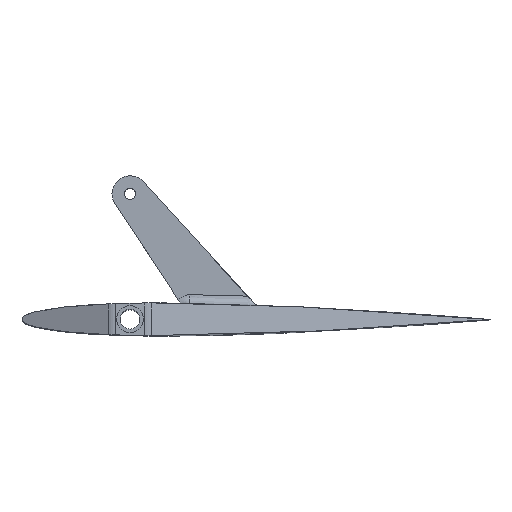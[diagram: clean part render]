
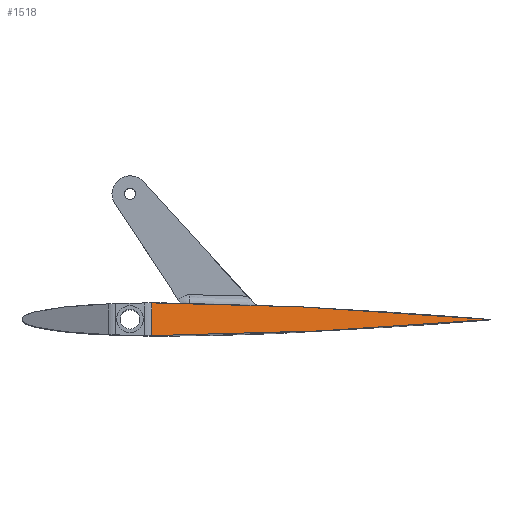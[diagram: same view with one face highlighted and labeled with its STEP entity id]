
A CAD part, top view. The second image highlights one B-rep face of the part: STEP entity #1518.
In plain terms, the highlighted planar face has unit normal (0.423, 0, 0.906).
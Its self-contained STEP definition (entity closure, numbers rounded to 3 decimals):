
#20 = PLANE ( 'NONE',  #972 ) ;
#21 = CARTESIAN_POINT ( 'NONE',  ( 51.976, 0.003, 24.292 ) ) ;
#31 = CARTESIAN_POINT ( 'NONE',  ( 18.587, -1.822, 39.861 ) ) ;
#74 = CARTESIAN_POINT ( 'NONE',  ( 26.948, 1.58, 35.962 ) ) ;
#77 = CARTESIAN_POINT ( 'NONE',  ( 51.878, -0.009, 24.337 ) ) ;
#87 = CARTESIAN_POINT ( 'NONE',  ( 48.872, -0.256, 25.739 ) ) ;
#110 = EDGE_LOOP ( 'NONE', ( #662, #820, #1253 ) ) ;
#182 = CARTESIAN_POINT ( 'NONE',  ( 45.742, 0.494, 27.198 ) ) ;
#183 = VERTEX_POINT ( 'NONE', #1560 ) ;
#189 = CARTESIAN_POINT ( 'NONE',  ( 36.348, 1.114, 31.579 ) ) ;
#206 = EDGE_CURVE ( 'NONE', #1613, #183, #610, .T. ) ;
#220 = CARTESIAN_POINT ( 'NONE',  ( 48.089, -0.317, 26.104 ) ) ;
#226 = CARTESIAN_POINT ( 'NONE',  ( 20.676, -1.777, 38.887 ) ) ;
#246 = VERTEX_POINT ( 'NONE', #1159 ) ;
#279 = CARTESIAN_POINT ( 'NONE',  ( 51.994, -0.002, 24.283 ) ) ;
#300 = CARTESIAN_POINT ( 'NONE',  ( 51.939, -0.006, 24.309 ) ) ;
#318 = CARTESIAN_POINT ( 'NONE',  ( 48.872, 0.256, 25.739 ) ) ;
#331 = CARTESIAN_POINT ( 'NONE',  ( 51.805, -0.015, 24.371 ) ) ;
#360 = CARTESIAN_POINT ( 'NONE',  ( 51.218, -0.065, 24.645 ) ) ;
#372 = CARTESIAN_POINT ( 'NONE',  ( 51.951, -0.005, 24.303 ) ) ;
#404 = VECTOR ( 'NONE', #1215, 1000. ) ;
#416 = FACE_OUTER_BOUND ( 'NONE', #110, .T. ) ;
#417 = CARTESIAN_POINT ( 'NONE',  ( 52., 0., 24.28 ) ) ;
#429 = CARTESIAN_POINT ( 'NONE',  ( 51.993, 0.002, 24.284 ) ) ;
#448 = CARTESIAN_POINT ( 'NONE',  ( 39.48, 0.925, 30.118 ) ) ;
#467 = CARTESIAN_POINT ( 'NONE',  ( 30.08, -1.441, 34.502 ) ) ;
#490 = CARTESIAN_POINT ( 'NONE',  ( 45.742, -0.494, 27.199 ) ) ;
#498 = CARTESIAN_POINT ( 'NONE',  ( 50.436, -0.131, 25.01 ) ) ;
#540 = CARTESIAN_POINT ( 'NONE',  ( 51.988, -0.002, 24.286 ) ) ;
#548 = CARTESIAN_POINT ( 'NONE',  ( 51.997, -0.001, 24.282 ) ) ;
#560 = CARTESIAN_POINT ( 'NONE',  ( 52., 0., 24.28 ) ) ;
#562 = DIRECTION ( 'NONE',  ( 0.906, 0., -0.423 ) ) ;
#570 = CARTESIAN_POINT ( 'NONE',  ( 51.805, 0.015, 24.371 ) ) ;
#583 = CARTESIAN_POINT ( 'NONE',  ( 14.402, -1.817, 41.813 ) ) ;
#610 = B_SPLINE_CURVE_WITH_KNOTS ( 'NONE', 3,
 ( #583, #638, #226, #1458, #467, #1597, #933, #785, #490, #220, #87, #1056, #498, #1605, #360, #922, #778, #1080, #331, #77, #1624, #300, #372, #657, #1405, #847, #540, #979, #279, #548, #940, #560 ),
 .UNSPECIFIED., .F., .F.,
 ( 4, 2, 2, 2, 2, 2, 2, 2, 2, 2, 2, 2, 2, 2, 2, 4 ),
 ( 0., 0.011, 0.021, 0.032, 0.037, 0.039, 0.041, 0.041, 0.042, 0.042, 0.042, 0.042, 0.042, 0.042, 0.042, 0.042 ),
 .UNSPECIFIED. ) ;
#615 = CARTESIAN_POINT ( 'NONE',  ( 20.677, 1.777, 38.886 ) ) ;
#633 = CARTESIAN_POINT ( 'NONE',  ( 14.402, -1.814, 41.813 ) ) ;
#638 = CARTESIAN_POINT ( 'NONE',  ( 17.54, -1.836, 40.349 ) ) ;
#657 = CARTESIAN_POINT ( 'NONE',  ( 51.97, -0.004, 24.294 ) ) ;
#662 = ORIENTED_EDGE ( 'NONE', *, *, #206, .T. ) ;
#752 = CARTESIAN_POINT ( 'NONE',  ( 51.902, 0.008, 24.326 ) ) ;
#778 = CARTESIAN_POINT ( 'NONE',  ( 51.609, -0.034, 24.463 ) ) ;
#785 = CARTESIAN_POINT ( 'NONE',  ( 44.177, -0.606, 27.928 ) ) ;
#814 = CARTESIAN_POINT ( 'NONE',  ( 52., 0.002, 24.28 ) ) ;
#820 = ORIENTED_EDGE ( 'NONE', *, *, #878, .T. ) ;
#847 = CARTESIAN_POINT ( 'NONE',  ( 51.985, -0.003, 24.287 ) ) ;
#855 = CARTESIAN_POINT ( 'NONE',  ( 14.402, -1.817, 41.813 ) ) ;
#878 = EDGE_CURVE ( 'NONE', #183, #246, #1273, .T. ) ;
#922 = CARTESIAN_POINT ( 'NONE',  ( 51.511, -0.042, 24.508 ) ) ;
#933 = CARTESIAN_POINT ( 'NONE',  ( 39.48, -0.925, 30.119 ) ) ;
#940 = CARTESIAN_POINT ( 'NONE',  ( 52., -0.002, 24.28 ) ) ;
#972 = AXIS2_PLACEMENT_3D ( 'NONE', #31, #1322, #562 ) ;
#979 = CARTESIAN_POINT ( 'NONE',  ( 51.993, -0.002, 24.284 ) ) ;
#981 = CARTESIAN_POINT ( 'NONE',  ( 51.994, 0.002, 24.283 ) ) ;
#991 = CARTESIAN_POINT ( 'NONE',  ( 51.988, 0.002, 24.286 ) ) ;
#1040 = CARTESIAN_POINT ( 'NONE',  ( 51.878, 0.009, 24.337 ) ) ;
#1056 = CARTESIAN_POINT ( 'NONE',  ( 50.045, -0.162, 25.192 ) ) ;
#1080 = CARTESIAN_POINT ( 'NONE',  ( 51.756, -0.02, 24.394 ) ) ;
#1120 = CARTESIAN_POINT ( 'NONE',  ( 51.939, 0.006, 24.309 ) ) ;
#1150 = CARTESIAN_POINT ( 'NONE',  ( 51.951, 0.005, 24.303 ) ) ;
#1159 = CARTESIAN_POINT ( 'NONE',  ( 14.402, 1.817, 41.813 ) ) ;
#1161 = CARTESIAN_POINT ( 'NONE',  ( 51.756, 0.02, 24.394 ) ) ;
#1177 = CARTESIAN_POINT ( 'NONE',  ( 51.609, 0.034, 24.462 ) ) ;
#1187 = CARTESIAN_POINT ( 'NONE',  ( 51.023, 0.082, 24.736 ) ) ;
#1199 = CARTESIAN_POINT ( 'NONE',  ( 17.539, 1.836, 40.35 ) ) ;
#1215 = DIRECTION ( 'NONE',  ( 0., -1., 0. ) ) ;
#1253 = ORIENTED_EDGE ( 'NONE', *, *, #1291, .T. ) ;
#1267 = CARTESIAN_POINT ( 'NONE',  ( 51.997, 0.001, 24.282 ) ) ;
#1273 = B_SPLINE_CURVE_WITH_KNOTS ( 'NONE', 3,
 ( #417, #814, #1267, #981, #429, #991, #1549, #21, #1802, #1150, #1120, #752, #1040, #570, #1161, #1177, #1709, #1719, #1187, #1565, #1433, #318, #1455, #182, #1314, #448, #189, #1323, #74, #615, #1199, #1737 ),
 .UNSPECIFIED., .F., .F.,
 ( 4, 2, 2, 2, 2, 2, 2, 2, 2, 2, 2, 2, 2, 2, 2, 4 ),
 ( 0.042, 0.042, 0.042, 0.042, 0.042, 0.042, 0.042, 0.042, 0.043, 0.043, 0.045, 0.047, 0.052, 0.063, 0.073, 0.084 ),
 .UNSPECIFIED. ) ;
#1291 = EDGE_CURVE ( 'NONE', #246, #1613, #1454, .T. ) ;
#1314 = CARTESIAN_POINT ( 'NONE',  ( 44.177, 0.606, 27.928 ) ) ;
#1322 = DIRECTION ( 'NONE',  ( 0.423, 0., 0.906 ) ) ;
#1323 = CARTESIAN_POINT ( 'NONE',  ( 30.082, 1.441, 34.501 ) ) ;
#1405 = CARTESIAN_POINT ( 'NONE',  ( 51.976, -0.003, 24.292 ) ) ;
#1433 = CARTESIAN_POINT ( 'NONE',  ( 50.045, 0.162, 25.192 ) ) ;
#1454 = LINE ( 'NONE', #633, #404 ) ;
#1455 = CARTESIAN_POINT ( 'NONE',  ( 48.089, 0.317, 26.104 ) ) ;
#1458 = CARTESIAN_POINT ( 'NONE',  ( 26.946, -1.58, 35.963 ) ) ;
#1518 = ADVANCED_FACE ( 'NONE', ( #416 ), #20, .T. ) ;
#1549 = CARTESIAN_POINT ( 'NONE',  ( 51.985, 0.003, 24.287 ) ) ;
#1560 = CARTESIAN_POINT ( 'NONE',  ( 52., 0., 24.28 ) ) ;
#1565 = CARTESIAN_POINT ( 'NONE',  ( 50.436, 0.131, 25.01 ) ) ;
#1597 = CARTESIAN_POINT ( 'NONE',  ( 36.347, -1.114, 31.579 ) ) ;
#1605 = CARTESIAN_POINT ( 'NONE',  ( 51.023, -0.082, 24.736 ) ) ;
#1613 = VERTEX_POINT ( 'NONE', #855 ) ;
#1624 = CARTESIAN_POINT ( 'NONE',  ( 51.902, -0.008, 24.326 ) ) ;
#1709 = CARTESIAN_POINT ( 'NONE',  ( 51.512, 0.042, 24.508 ) ) ;
#1719 = CARTESIAN_POINT ( 'NONE',  ( 51.218, 0.065, 24.645 ) ) ;
#1737 = CARTESIAN_POINT ( 'NONE',  ( 14.402, 1.817, 41.813 ) ) ;
#1802 = CARTESIAN_POINT ( 'NONE',  ( 51.97, 0.004, 24.294 ) ) ;
